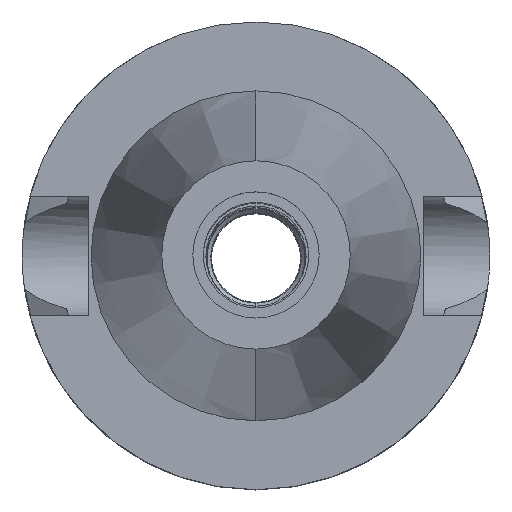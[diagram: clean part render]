
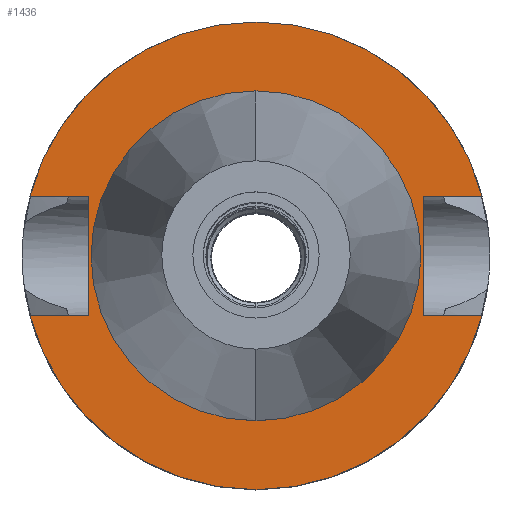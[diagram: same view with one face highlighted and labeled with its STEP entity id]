
A CAD part, top view. The second image highlights one B-rep face of the part: STEP entity #1436.
In plain terms, the highlighted planar face has unit normal (0, 0, 1).
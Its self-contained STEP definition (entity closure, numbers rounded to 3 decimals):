
#121=DIRECTION('',(0.,1.,0.));
#122=VECTOR('',#121,16.1);
#123=CARTESIAN_POINT('',(-22.5,-8.05,-1.));
#124=LINE('',#123,#122);
#128=DIRECTION('',(-1.,0.,0.));
#129=VECTOR('',#128,7.954);
#130=CARTESIAN_POINT('',(-22.5,8.05,-1.));
#131=LINE('',#130,#129);
#135=CARTESIAN_POINT('',(0.,0.,-1.));
#136=DIRECTION('',(0.,0.,-1.));
#137=DIRECTION('',(-0.967,0.256,0.));
#138=AXIS2_PLACEMENT_3D('',#135,#136,#137);
#143=CARTESIAN_POINT('',(0.,0.,-1.));
#144=DIRECTION('',(0.,0.,-1.));
#145=DIRECTION('',(0.,1.,0.));
#146=AXIS2_PLACEMENT_3D('',#143,#144,#145);
#151=DIRECTION('',(0.,-1.,0.));
#152=VECTOR('',#151,16.1);
#153=CARTESIAN_POINT('',(22.5,8.05,-1.));
#154=LINE('',#153,#152);
#158=DIRECTION('',(1.,0.,0.));
#159=VECTOR('',#158,7.954);
#160=CARTESIAN_POINT('',(22.5,-8.05,-1.));
#161=LINE('',#160,#159);
#165=CARTESIAN_POINT('',(0.,0.,-1.));
#166=DIRECTION('',(0.,0.,-1.));
#167=DIRECTION('',(0.967,-0.256,0.));
#168=AXIS2_PLACEMENT_3D('',#165,#166,#167);
#173=CARTESIAN_POINT('',(0.,0.,-1.));
#174=DIRECTION('',(0.,0.,-1.));
#175=DIRECTION('',(0.,-1.,0.));
#176=AXIS2_PLACEMENT_3D('',#173,#174,#175);
#181=CARTESIAN_POINT('',(0.,0.,-1.));
#182=DIRECTION('',(0.,0.,1.));
#183=DIRECTION('',(0.,-1.,0.));
#184=AXIS2_PLACEMENT_3D('',#181,#182,#183);
#189=CARTESIAN_POINT('',(0.,0.,-1.));
#190=DIRECTION('',(0.,0.,1.));
#191=DIRECTION('',(0.,1.,0.));
#192=AXIS2_PLACEMENT_3D('',#189,#190,#191);
#227=DIRECTION('',(-1.,0.,0.));
#228=VECTOR('',#227,7.954);
#229=CARTESIAN_POINT('',(-22.5,-8.05,-1.));
#230=LINE('',#229,#228);
#364=DIRECTION('',(1.,0.,0.));
#365=VECTOR('',#364,7.954);
#366=CARTESIAN_POINT('',(22.5,8.05,-1.));
#367=LINE('',#366,#365);
#1293=CARTESIAN_POINT('',(-22.5,-8.05,-1.));
#1294=VERTEX_POINT('',#1293);
#1295=CARTESIAN_POINT('',(-30.454,-8.05,-1.));
#1296=VERTEX_POINT('',#1295);
#1299=CARTESIAN_POINT('',(-22.5,8.05,-1.));
#1300=VERTEX_POINT('',#1299);
#1301=CARTESIAN_POINT('',(-30.454,8.05,-1.));
#1302=VERTEX_POINT('',#1301);
#1303=CARTESIAN_POINT('',(0.,31.5,-1.));
#1304=CARTESIAN_POINT('',(30.454,8.05,-1.));
#1305=VERTEX_POINT('',#1303);
#1306=VERTEX_POINT('',#1304);
#1307=CARTESIAN_POINT('',(22.5,8.05,-1.));
#1308=VERTEX_POINT('',#1307);
#1309=CARTESIAN_POINT('',(22.5,-8.05,-1.));
#1310=VERTEX_POINT('',#1309);
#1311=CARTESIAN_POINT('',(30.454,-8.05,-1.));
#1312=VERTEX_POINT('',#1311);
#1313=CARTESIAN_POINT('',(0.,-31.5,-1.));
#1314=VERTEX_POINT('',#1313);
#1315=CARTESIAN_POINT('',(0.,-22.225,-1.));
#1316=CARTESIAN_POINT('',(0.,22.225,-1.));
#1317=VERTEX_POINT('',#1315);
#1318=VERTEX_POINT('',#1316);
#1405=CARTESIAN_POINT('',(0.,0.,-1.));
#1406=DIRECTION('',(0.,0.,-1.));
#1407=DIRECTION('',(0.,-1.,0.));
#1408=AXIS2_PLACEMENT_3D('',#1405,#1406,#1407);
#1409=PLANE('',#1408);
#1411=ORIENTED_EDGE('',*,*,#1410,.T.);
#1413=ORIENTED_EDGE('',*,*,#1412,.T.);
#1415=ORIENTED_EDGE('',*,*,#1414,.T.);
#1417=ORIENTED_EDGE('',*,*,#1416,.T.);
#1419=ORIENTED_EDGE('',*,*,#1418,.F.);
#1421=ORIENTED_EDGE('',*,*,#1420,.T.);
#1423=ORIENTED_EDGE('',*,*,#1422,.T.);
#1425=ORIENTED_EDGE('',*,*,#1424,.T.);
#1427=ORIENTED_EDGE('',*,*,#1426,.T.);
#1429=ORIENTED_EDGE('',*,*,#1428,.F.);
#1430=EDGE_LOOP('',(#1411,#1413,#1415,#1417,#1419,#1421,#1423,#1425,#1427,
#1429));
#1431=FACE_OUTER_BOUND('',#1430,.F.);
#1432=ORIENTED_EDGE('',*,*,#1384,.T.);
#1433=ORIENTED_EDGE('',*,*,#1400,.T.);
#1434=EDGE_LOOP('',(#1432,#1433));
#1435=FACE_BOUND('',#1434,.F.);
#139=CIRCLE('',#138,31.5);
#147=CIRCLE('',#146,31.5);
#169=CIRCLE('',#168,31.5);
#177=CIRCLE('',#176,31.5);
#185=CIRCLE('',#184,22.225);
#193=CIRCLE('',#192,22.225);
#1384=EDGE_CURVE('',#1317,#1318,#185,.T.);
#1400=EDGE_CURVE('',#1318,#1317,#193,.T.);
#1410=EDGE_CURVE('',#1294,#1300,#124,.T.);
#1412=EDGE_CURVE('',#1300,#1302,#131,.T.);
#1414=EDGE_CURVE('',#1302,#1305,#139,.T.);
#1416=EDGE_CURVE('',#1305,#1306,#147,.T.);
#1418=EDGE_CURVE('',#1308,#1306,#367,.T.);
#1420=EDGE_CURVE('',#1308,#1310,#154,.T.);
#1422=EDGE_CURVE('',#1310,#1312,#161,.T.);
#1424=EDGE_CURVE('',#1312,#1314,#169,.T.);
#1426=EDGE_CURVE('',#1314,#1296,#177,.T.);
#1428=EDGE_CURVE('',#1294,#1296,#230,.T.);
#1436=ADVANCED_FACE('',(#1431,#1435),#1409,.F.);
